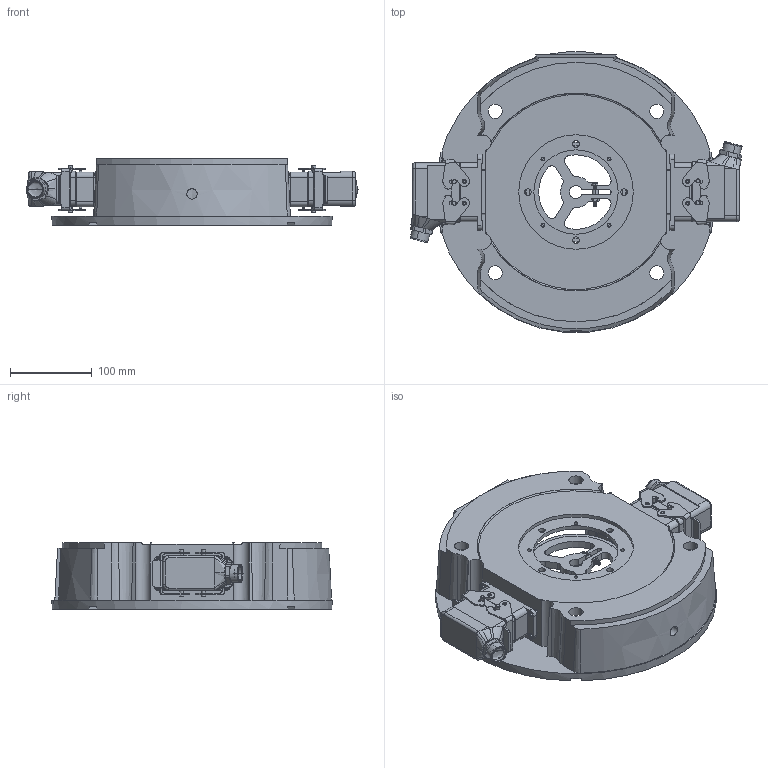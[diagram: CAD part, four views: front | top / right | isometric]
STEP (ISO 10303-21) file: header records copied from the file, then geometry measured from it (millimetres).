
FILE_DESCRIPTION((''),'2;1');
FILE_NAME('RIM1250-DUAL','2011-03-10T',('abhishek.jadhav'),(''),'PRO/ENGINEER BY PARAMETRIC TECHNOLOGY CORPORATION, 2007030','PRO/ENGINEER BY PARAMETRIC TECHNOLOGY CORPORATION, 2007030','');
FILE_SCHEMA(('CONFIG_CONTROL_DESIGN'));
Products named in the file (1): RIM1250-DUAL
Bounding box: 406.17 x 343.1 x 80.82 mm (x, y, z)
Volume: 1929229.2 mm3; surface area: 513433.7 mm2
Topology: 10 solids, 14 shells, 1530 faces, 4064 edges, 2634 vertices
Faces by surface type: plane 736, cylinder 558, bspline 106, cone 68, extrusion 36, revolution 16, torus 10
Entity records: 63506 total; most frequent: CARTESIAN_POINT 26010, ORIENTED_EDGE 8080, DIRECTION 7227, EDGE_CURVE 4040, VERTEX_POINT 2634, AXIS2_PLACEMENT_3D 2451, VECTOR 2309, LINE 2273
